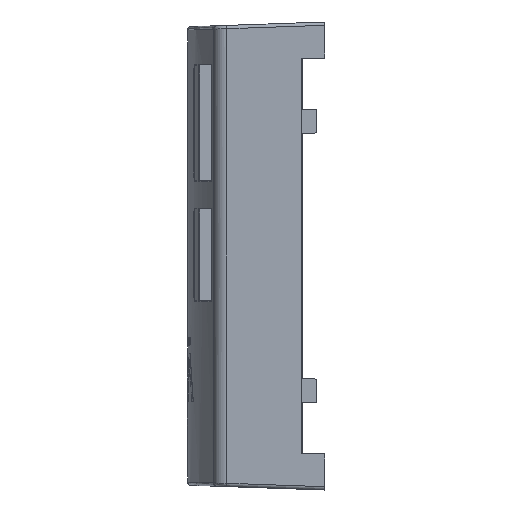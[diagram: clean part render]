
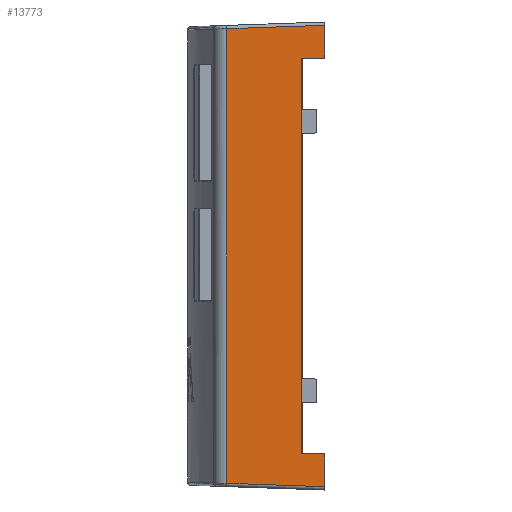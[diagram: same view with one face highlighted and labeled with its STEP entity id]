
A CAD part, left-side view. The second image highlights one B-rep face of the part: STEP entity #13773.
In plain terms, the highlighted planar face has unit normal (-0.999, 0.035, 0).
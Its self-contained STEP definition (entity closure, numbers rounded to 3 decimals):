
#484=PLANE('',#14780);
#1749=FACE_OUTER_BOUND('',#2526,.T.);
#2526=EDGE_LOOP('',(#10194,#10195,#10196,#10197,#10198,#10199,#10200,#10201));
#3579=LINE('',#23623,#4872);
#3587=LINE('',#23651,#4880);
#3595=LINE('',#23668,#4888);
#3596=LINE('',#23670,#4889);
#3597=LINE('',#23672,#4890);
#3598=LINE('',#23673,#4891);
#3599=LINE('',#23674,#4892);
#3600=LINE('',#23675,#4893);
#4872=VECTOR('',#16532,83.8);
#4880=VECTOR('',#16544,6.95);
#4888=VECTOR('',#16556,6.95);
#4889=VECTOR('',#16557,20.759);
#4890=VECTOR('',#16558,96.253);
#4891=VECTOR('',#16559,20.759);
#4892=VECTOR('',#16560,4.873);
#4893=VECTOR('',#16561,4.873);
#6555=VERTEX_POINT('',#23620);
#6556=VERTEX_POINT('',#23622);
#6563=VERTEX_POINT('',#23649);
#6564=VERTEX_POINT('',#23650);
#6570=VERTEX_POINT('',#23666);
#6571=VERTEX_POINT('',#23667);
#6572=VERTEX_POINT('',#23669);
#6573=VERTEX_POINT('',#23671);
#8009=EDGE_CURVE('',#6555,#6556,#3579,.F.);
#8018=EDGE_CURVE('',#6563,#6564,#3587,.T.);
#8027=EDGE_CURVE('',#6570,#6571,#3595,.T.);
#8028=EDGE_CURVE('',#6570,#6572,#3596,.F.);
#8029=EDGE_CURVE('',#6572,#6573,#3597,.F.);
#8030=EDGE_CURVE('',#6573,#6564,#3598,.F.);
#8031=EDGE_CURVE('',#6563,#6556,#3599,.F.);
#8032=EDGE_CURVE('',#6555,#6571,#3600,.F.);
#10194=ORIENTED_EDGE('',*,*,#8027,.F.);
#10195=ORIENTED_EDGE('',*,*,#8028,.T.);
#10196=ORIENTED_EDGE('',*,*,#8029,.T.);
#10197=ORIENTED_EDGE('',*,*,#8030,.T.);
#10198=ORIENTED_EDGE('',*,*,#8018,.F.);
#10199=ORIENTED_EDGE('',*,*,#8031,.T.);
#10200=ORIENTED_EDGE('',*,*,#8009,.F.);
#10201=ORIENTED_EDGE('',*,*,#8032,.T.);
#13773=ADVANCED_FACE('',(#1749),#484,.T.);
#14780=AXIS2_PLACEMENT_3D('',#23665,#16554,#16555);
#16532=DIRECTION('',(0.,0.,1.));
#16544=DIRECTION('',(0.,0.,-1.));
#16554=DIRECTION('center_axis',(-0.999,0.035,0.));
#16555=DIRECTION('ref_axis',(0.,0.,1.));
#16556=DIRECTION('',(0.,0.,-1.));
#16557=DIRECTION('',(-0.035,-0.999,0.035));
#16558=DIRECTION('',(0.,0.,1.));
#16559=DIRECTION('',(0.035,0.999,0.035));
#16560=DIRECTION('',(-0.035,-0.999,0.));
#16561=DIRECTION('',(0.035,0.999,0.));
#23620=CARTESIAN_POINT('',(-44.53,4.871,41.9));
#23622=CARTESIAN_POINT('',(-44.53,4.871,-41.9));
#23623=CARTESIAN_POINT('',(-44.53,4.871,-41.9));
#23649=CARTESIAN_POINT('',(-44.7,0.,-41.9));
#23650=CARTESIAN_POINT('',(-44.7,0.,-48.85));
#23651=CARTESIAN_POINT('',(-44.7,0.,-41.9));
#23665=CARTESIAN_POINT('Origin',(-44.7,0.,49.55));
#23666=CARTESIAN_POINT('',(-44.7,0.,48.85));
#23667=CARTESIAN_POINT('',(-44.7,0.,41.9));
#23668=CARTESIAN_POINT('',(-44.7,0.,48.85));
#23669=CARTESIAN_POINT('',(-43.976,20.734,48.126));
#23670=CARTESIAN_POINT('',(-43.976,20.734,48.126));
#23671=CARTESIAN_POINT('',(-43.976,20.734,-48.126));
#23672=CARTESIAN_POINT('',(-43.976,20.734,-48.126));
#23673=CARTESIAN_POINT('',(-44.7,0.,-48.85));
#23674=CARTESIAN_POINT('',(-44.53,4.871,-41.9));
#23675=CARTESIAN_POINT('',(-44.7,0.,41.9));
